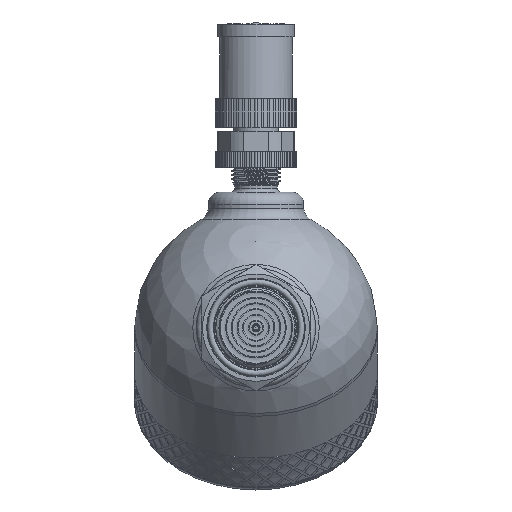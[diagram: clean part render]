
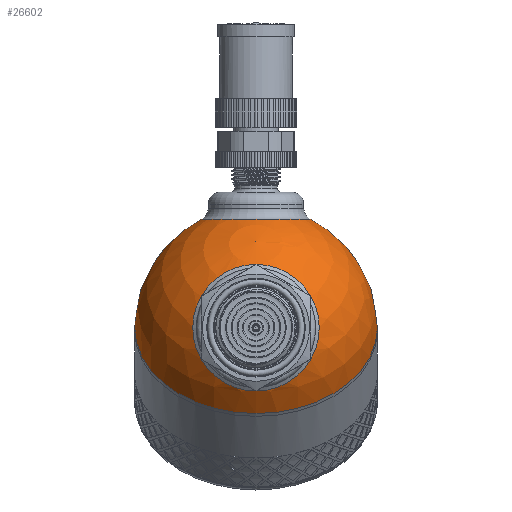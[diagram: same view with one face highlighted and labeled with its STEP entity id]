
A CAD part, left-side view. The second image highlights one B-rep face of the part: STEP entity #26602.
In plain terms, the highlighted spherical face has radius 30 mm.
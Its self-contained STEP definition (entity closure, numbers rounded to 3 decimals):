
#130=SPHERICAL_SURFACE('',#28146,30.);
#195=CIRCLE('',#28143,15.643);
#198=CIRCLE('',#28147,30.);
#199=CIRCLE('',#28148,30.);
#200=CIRCLE('',#28149,30.);
#201=CIRCLE('',#28150,13.5);
#1242=FACE_BOUND('',#5873,.T.);
#1243=FACE_BOUND('',#5874,.T.);
#4143=FACE_OUTER_BOUND('',#5872,.T.);
#5872=EDGE_LOOP('',(#18916,#18917,#18918,#18919));
#5873=EDGE_LOOP('',(#18920));
#5874=EDGE_LOOP('',(#18921));
#10737=VERTEX_POINT('',#41815);
#10739=VERTEX_POINT('',#41821);
#10740=VERTEX_POINT('',#41822);
#10741=VERTEX_POINT('',#41824);
#10742=VERTEX_POINT('',#41827);
#13841=EDGE_CURVE('',#10737,#10737,#195,.T.);
#13844=EDGE_CURVE('',#10739,#10740,#198,.T.);
#13845=EDGE_CURVE('',#10739,#10741,#199,.T.);
#13846=EDGE_CURVE('',#10740,#10739,#200,.T.);
#13847=EDGE_CURVE('',#10742,#10742,#201,.T.);
#18916=ORIENTED_EDGE('',*,*,#13844,.F.);
#18917=ORIENTED_EDGE('',*,*,#13845,.T.);
#18918=ORIENTED_EDGE('',*,*,#13845,.F.);
#18919=ORIENTED_EDGE('',*,*,#13846,.F.);
#18920=ORIENTED_EDGE('',*,*,#13841,.F.);
#18921=ORIENTED_EDGE('',*,*,#13847,.F.);
#26602=ADVANCED_FACE('',(#4143,#1242,#1243),#130,.T.);
#28143=AXIS2_PLACEMENT_3D('',#41816,#30137,#30138);
#28146=AXIS2_PLACEMENT_3D('',#41820,#30143,#30144);
#28147=AXIS2_PLACEMENT_3D('',#41823,#30145,#30146);
#28148=AXIS2_PLACEMENT_3D('',#41825,#30147,#30148);
#28149=AXIS2_PLACEMENT_3D('',#41826,#30149,#30150);
#28150=AXIS2_PLACEMENT_3D('',#41828,#30151,#30152);
#30137=DIRECTION('center_axis',(-0.707,0.,0.707));
#30138=DIRECTION('ref_axis',(0.707,0.,0.707));
#30143=DIRECTION('center_axis',(1.,0.,0.));
#30144=DIRECTION('ref_axis',(0.,-1.,0.));
#30145=DIRECTION('center_axis',(1.,0.,0.));
#30146=DIRECTION('ref_axis',(0.,1.,0.));
#30147=DIRECTION('center_axis',(0.,0.,1.));
#30148=DIRECTION('ref_axis',(0.,1.,0.));
#30149=DIRECTION('center_axis',(1.,0.,0.));
#30150=DIRECTION('ref_axis',(0.,1.,0.));
#30151=DIRECTION('center_axis',(-0.707,0.,-0.707));
#30152=DIRECTION('ref_axis',(-0.707,0.,0.707));
#41815=CARTESIAN_POINT('',(-29.162,0.,7.04));
#41816=CARTESIAN_POINT('Origin',(-18.101,0.,18.101));
#41820=CARTESIAN_POINT('Origin',(0.,0.,0.));
#41821=CARTESIAN_POINT('',(0.,30.,0.));
#41822=CARTESIAN_POINT('',(0.,-30.,0.));
#41823=CARTESIAN_POINT('Origin',(0.,0.,0.));
#41824=CARTESIAN_POINT('',(-30.,0.,0.));
#41825=CARTESIAN_POINT('Origin',(0.,0.,0.));
#41826=CARTESIAN_POINT('Origin',(0.,0.,0.));
#41827=CARTESIAN_POINT('',(-9.398,0.,-28.49));
#41828=CARTESIAN_POINT('Origin',(-18.944,0.,-18.944));
